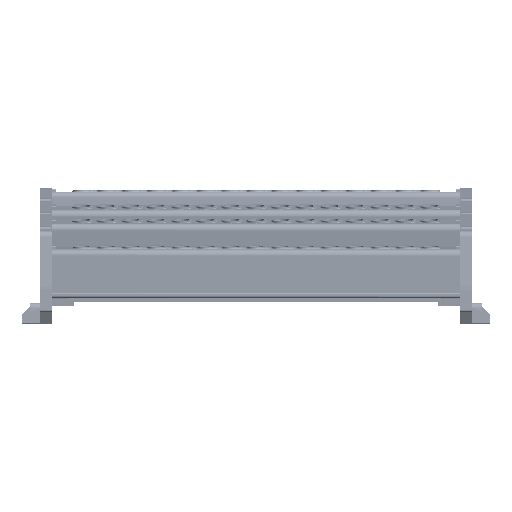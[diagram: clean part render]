
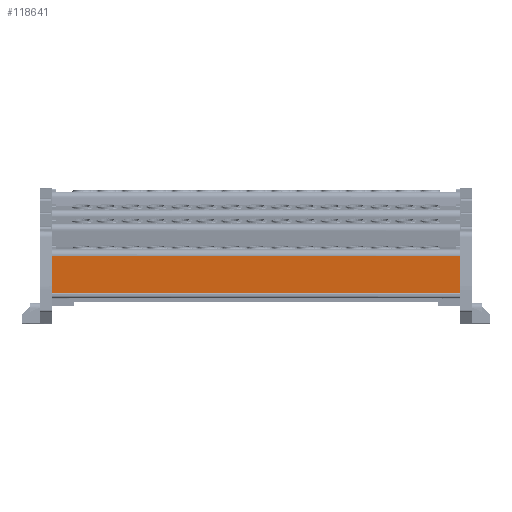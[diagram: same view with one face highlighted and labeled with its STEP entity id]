
A CAD part, top view. The second image highlights one B-rep face of the part: STEP entity #118641.
In plain terms, the highlighted planar face has unit normal (0, -0.07, 0.998).
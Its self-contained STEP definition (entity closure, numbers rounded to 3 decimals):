
#943 = VECTOR ( 'NONE', #192847, 1000. ) ;
#1051 = VECTOR ( 'NONE', #192798, 1000. ) ;
#5498 = CARTESIAN_POINT ( 'NONE',  ( -1375.672, 696.011, 2358.396 ) ) ;
#5550 = LINE ( 'NONE', #5498, #181087 ) ;
#5570 = DIRECTION ( 'NONE',  ( 1., 0., 0. ) ) ;
#20111 = VERTEX_POINT ( 'NONE', #102370 ) ;
#20165 = VERTEX_POINT ( 'NONE', #102347 ) ;
#34502 = VERTEX_POINT ( 'NONE', #103110 ) ;
#35174 = VERTEX_POINT ( 'NONE', #103241 ) ;
#40261 = CARTESIAN_POINT ( 'NONE',  ( -1375.672, 696.011, 2358.396 ) ) ;
#40278 = LINE ( 'NONE', #40261, #44779 ) ;
#40368 = DIRECTION ( 'NONE',  ( 1., 0., 0. ) ) ;
#44779 = VECTOR ( 'NONE', #40368, 1000. ) ;
#99088 = CARTESIAN_POINT ( 'NONE',  ( -1413.907, 696.011, 2358.396 ) ) ;
#100221 = CARTESIAN_POINT ( 'NONE',  ( -1208.91, 696.011, 2358.396 ) ) ;
#100237 = CARTESIAN_POINT ( 'NONE',  ( -1208.91, 709.235, 2359.321 ) ) ;
#100254 = CARTESIAN_POINT ( 'NONE',  ( -1208.91, 702.623, 2358.858 ) ) ;
#100262 = CARTESIAN_POINT ( 'NONE',  ( -1208.91, 715.847, 2359.783 ) ) ;
#102347 = CARTESIAN_POINT ( 'NONE',  ( -1311.248, 696.011, 2358.396 ) ) ;
#102370 = CARTESIAN_POINT ( 'NONE',  ( -1208.91, 696.011, 2358.396 ) ) ;
#103110 = CARTESIAN_POINT ( 'NONE',  ( -1208.91, 715.847, 2359.783 ) ) ;
#103241 = CARTESIAN_POINT ( 'NONE',  ( -1413.907, 715.847, 2359.783 ) ) ;
#118641 = ADVANCED_FACE ( 'NONE', ( #207170 ), #207238, .T. ) ;
#128494 = EDGE_LOOP ( 'NONE', ( #164225, #164342, #164422, #164442, #164265 ) ) ;
#138766 = EDGE_CURVE ( 'NONE', #35174, #242420, #192820, .T. ) ;
#138775 = EDGE_CURVE ( 'NONE', #34502, #35174, #192766, .T. ) ;
#164225 = ORIENTED_EDGE ( 'NONE', *, *, #173426, .T. ) ;
#164265 = ORIENTED_EDGE ( 'NONE', *, *, #138766, .T. ) ;
#164342 = ORIENTED_EDGE ( 'NONE', *, *, #170762, .T. ) ;
#164422 = ORIENTED_EDGE ( 'NONE', *, *, #175885, .T. ) ;
#164442 = ORIENTED_EDGE ( 'NONE', *, *, #138775, .T. ) ;
#170762 = EDGE_CURVE ( 'NONE', #20165, #20111, #5550, .T. ) ;
#173426 = EDGE_CURVE ( 'NONE', #242420, #20165, #40278, .T. ) ;
#175885 = EDGE_CURVE ( 'NONE', #20111, #34502, #178447, .T. ) ;
#178447 = B_SPLINE_CURVE_WITH_KNOTS ( 'NONE', 3,
 ( #100221, #100254, #100237, #100262 ),
 .UNSPECIFIED., .F., .F.,
 ( 4, 4 ),
 ( 0., 1. ),
 .UNSPECIFIED. ) ;
#181087 = VECTOR ( 'NONE', #5570, 1000. ) ;
#192766 = LINE ( 'NONE', #192845, #943 ) ;
#192796 = CARTESIAN_POINT ( 'NONE',  ( -1413.907, 715.847, 2359.783 ) ) ;
#192798 = DIRECTION ( 'NONE',  ( 0., -0.998, -0.07 ) ) ;
#192820 = LINE ( 'NONE', #192796, #1051 ) ;
#192845 = CARTESIAN_POINT ( 'NONE',  ( -1375.672, 715.847, 2359.783 ) ) ;
#192847 = DIRECTION ( 'NONE',  ( -1., 0., 0. ) ) ;
#207170 = FACE_OUTER_BOUND ( 'NONE', #128494, .T. ) ;
#207238 = PLANE ( 'NONE',  #224872 ) ;
#207259 = CARTESIAN_POINT ( 'NONE',  ( -1375.672, 707.506, 2359.2 ) ) ;
#207262 = DIRECTION ( 'NONE',  ( 0., -0.07, 0.998 ) ) ;
#207380 = DIRECTION ( 'NONE',  ( 0., -0.998, -0.07 ) ) ;
#224872 = AXIS2_PLACEMENT_3D ( 'NONE', #207259, #207262, #207380 ) ;
#242420 = VERTEX_POINT ( 'NONE', #99088 ) ;
